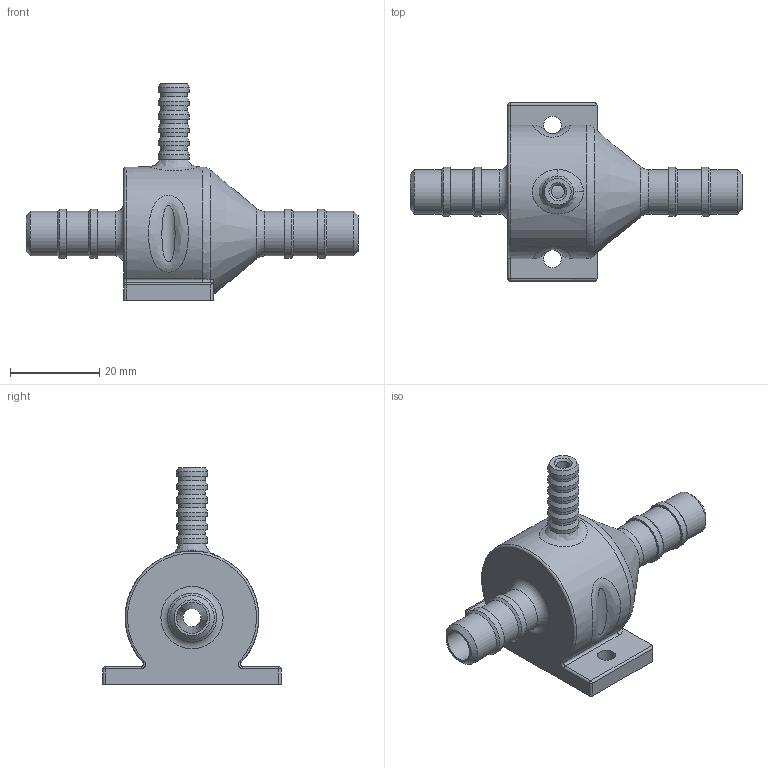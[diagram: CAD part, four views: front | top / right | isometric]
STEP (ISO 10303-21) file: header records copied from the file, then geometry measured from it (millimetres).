
FILE_DESCRIPTION(/* description */ (''),/* implementation_level */ '2;1');
FILE_NAME(/* name */ 'Oxygen Mixer V5.step',/* time_stamp */ '2020-04-06T18:50:20+02:00',/* author */ (''),/* organization */ (''),/* preprocessor_version */ 'ST-DEVELOPER v18',/* originating_system */ 'Autodesk Translation Framework v8.12.0.6',/* authorisation */ '');
FILE_SCHEMA (('AUTOMOTIVE_DESIGN { 1 0 10303 214 3 1 1 }'));
Length unit declared in the file: millimetre
Products named in the file (2): oxygen_mixer_v5; Final_assembly
Assembly tree (1 placements, depth 2):
  oxygen_mixer_v5
    Final_assembly
Bounding box: 74.57 x 40 x 48.72 mm (x, y, z)
Volume: 14816.3 mm3; surface area: 10415.6 mm2
Topology: 1 solids, 1 shells, 102 faces, 231 edges, 147 vertices
Faces by surface type: cylinder 41, plane 22, cone 17, torus 11, bspline 9, sphere 2
Full cylindrical faces by diameter (mm): 3 x1, 4 x2, 6 x5, 7 x8, 10 x7, 11 x4, 24 x1
Entity records: 3608 total; most frequent: CARTESIAN_POINT 1181, DIRECTION 540, ORIENTED_EDGE 464, AXIS2_PLACEMENT_3D 234, EDGE_CURVE 232, VERTEX_POINT 148, CIRCLE 136, EDGE_LOOP 126
